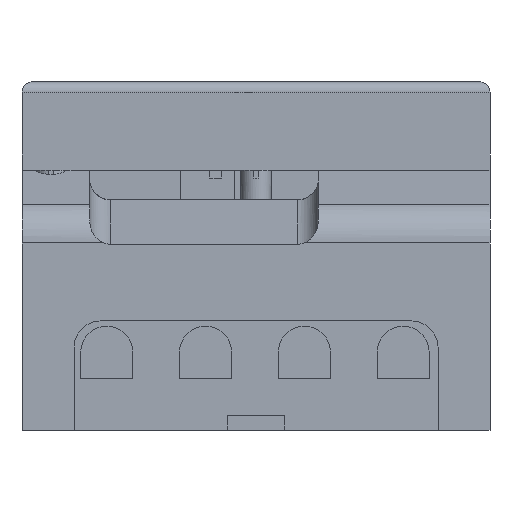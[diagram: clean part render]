
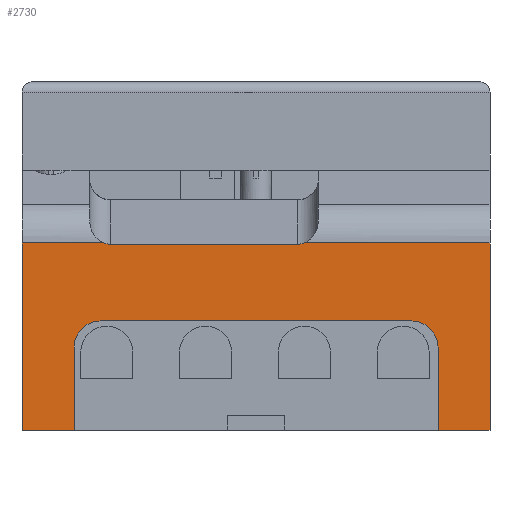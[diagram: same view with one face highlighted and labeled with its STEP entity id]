
A CAD part, front view. The second image highlights one B-rep face of the part: STEP entity #2730.
In plain terms, the highlighted planar face has unit normal (0, -1, 0).
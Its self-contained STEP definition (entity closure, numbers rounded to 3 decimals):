
#27 = CARTESIAN_POINT ( 'NONE',  ( 35., -129., 16. ) ) ;
#39 = DIRECTION ( 'NONE',  ( 0., 0., -1. ) ) ;
#75 = FACE_OUTER_BOUND ( 'NONE', #4658, .T. ) ;
#128 = CARTESIAN_POINT ( 'NONE',  ( 8., -129., 35.781 ) ) ;
#208 = VERTEX_POINT ( 'NONE', #5395 ) ;
#340 = CARTESIAN_POINT ( 'NONE',  ( -45., -129., 35.781 ) ) ;
#490 = ORIENTED_EDGE ( 'NONE', *, *, #1748, .T. ) ;
#550 = LINE ( 'NONE', #340, #7830 ) ;
#627 = DIRECTION ( 'NONE',  ( 1., 0., 0. ) ) ;
#667 = CARTESIAN_POINT ( 'NONE',  ( -45., -129., 0. ) ) ;
#714 = DIRECTION ( 'NONE',  ( 1., 0., 0. ) ) ;
#812 = VECTOR ( 'NONE', #714, 1000. ) ;
#1002 = ORIENTED_EDGE ( 'NONE', *, *, #1707, .F. ) ;
#1044 = DIRECTION ( 'NONE',  ( 0., -1., 0. ) ) ;
#1062 = CARTESIAN_POINT ( 'NONE',  ( -29.262, -129., 36. ) ) ;
#1105 = CARTESIAN_POINT ( 'NONE',  ( 30., -129., 16. ) ) ;
#1156 = CARTESIAN_POINT ( 'NONE',  ( 9.262, -129., 36. ) ) ;
#1257 = VERTEX_POINT ( 'NONE', #1156 ) ;
#1264 = VERTEX_POINT ( 'NONE', #1062 ) ;
#1408 = EDGE_CURVE ( 'NONE', #7499, #7137, #7005, .T. ) ;
#1478 = CARTESIAN_POINT ( 'NONE',  ( -30., -129., 16. ) ) ;
#1527 = EDGE_CURVE ( 'NONE', #3408, #208, #4743, .T. ) ;
#1707 = EDGE_CURVE ( 'NONE', #3404, #9049, #2916, .T. ) ;
#1708 =( BOUNDED_CURVE ( )  B_SPLINE_CURVE ( 3, ( #7915, #7958, #7871, #7855 ),
 .UNSPECIFIED., .F., .T. ) 
 B_SPLINE_CURVE_WITH_KNOTS ( ( 4, 4 ),
 ( 3.142, 3.462 ),
 .UNSPECIFIED. ) 
 CURVE ( )  GEOMETRIC_REPRESENTATION_ITEM ( )  RATIONAL_B_SPLINE_CURVE ( ( 1., 0.991, 0.991, 1. ) ) 
 REPRESENTATION_ITEM ( '' )  );
#1748 = EDGE_CURVE ( 'NONE', #4794, #7924, #550, .T. ) ;
#1826 = DIRECTION ( 'NONE',  ( 0., 0., 1. ) ) ;
#1862 = EDGE_CURVE ( 'NONE', #7924, #1264, #1708, .T. ) ;
#1899 = CARTESIAN_POINT ( 'NONE',  ( -45., -129., 0. ) ) ;
#1907 = EDGE_CURVE ( 'NONE', #1257, #4794, #3472, .T. ) ;
#2136 = ORIENTED_EDGE ( 'NONE', *, *, #4029, .F. ) ;
#2322 = VECTOR ( 'NONE', #9037, 1000. ) ;
#2580 = VECTOR ( 'NONE', #8413, 1000. ) ;
#2636 = DIRECTION ( 'NONE',  ( 0., 0., -1. ) ) ;
#2730 = ADVANCED_FACE ( 'NONE', ( #75 ), #7625, .T. ) ;
#2872 = EDGE_CURVE ( 'NONE', #5887, #7137, #5695, .T. ) ;
#2916 = CIRCLE ( 'NONE', #5237, 5. ) ;
#3008 = ORIENTED_EDGE ( 'NONE', *, *, #2872, .F. ) ;
#3160 = CARTESIAN_POINT ( 'NONE',  ( -35., -129., 0. ) ) ;
#3181 = ORIENTED_EDGE ( 'NONE', *, *, #1527, .F. ) ;
#3363 = ORIENTED_EDGE ( 'NONE', *, *, #4420, .F. ) ;
#3383 = DIRECTION ( 'NONE',  ( 0., 0., 1. ) ) ;
#3404 = VERTEX_POINT ( 'NONE', #4106 ) ;
#3408 = VERTEX_POINT ( 'NONE', #27 ) ;
#3472 =( BOUNDED_CURVE ( )  B_SPLINE_CURVE ( 3, ( #6938, #6882, #6852, #6839 ),
 .UNSPECIFIED., .F., .F. ) 
 B_SPLINE_CURVE_WITH_KNOTS ( ( 4, 4 ),
 ( 5.962, 6.283 ),
 .UNSPECIFIED. ) 
 CURVE ( )  GEOMETRIC_REPRESENTATION_ITEM ( )  RATIONAL_B_SPLINE_CURVE ( ( 1., 0.991, 0.991, 1. ) ) 
 REPRESENTATION_ITEM ( '' )  );
#3698 = LINE ( 'NONE', #1899, #8957 ) ;
#3795 = VECTOR ( 'NONE', #3969, 1000. ) ;
#3825 = CARTESIAN_POINT ( 'NONE',  ( -30., -129., 21. ) ) ;
#3879 = VECTOR ( 'NONE', #3383, 1000. ) ;
#3969 = DIRECTION ( 'NONE',  ( 0., 0., -1. ) ) ;
#4029 = EDGE_CURVE ( 'NONE', #7499, #3408, #7572, .T. ) ;
#4106 = CARTESIAN_POINT ( 'NONE',  ( -30., -129., 21. ) ) ;
#4113 = CARTESIAN_POINT ( 'NONE',  ( 35., -129., 16. ) ) ;
#4250 = CARTESIAN_POINT ( 'NONE',  ( -45., -129., 36. ) ) ;
#4358 = CARTESIAN_POINT ( 'NONE',  ( -35., -129., 0. ) ) ;
#4377 = ORIENTED_EDGE ( 'NONE', *, *, #8505, .T. ) ;
#4399 = CARTESIAN_POINT ( 'NONE',  ( -45., -129., 0. ) ) ;
#4420 = EDGE_CURVE ( 'NONE', #208, #3404, #4562, .T. ) ;
#4561 = DIRECTION ( 'NONE',  ( -1., 0., 0. ) ) ;
#4562 = LINE ( 'NONE', #3825, #6412 ) ;
#4655 = LINE ( 'NONE', #7770, #812 ) ;
#4658 = EDGE_LOOP ( 'NONE', ( #4981, #1002, #3363, #3181, #2136, #7100, #3008, #7453, #6011, #490, #5340, #9073, #4377, #7076 ) ) ;
#4743 = CIRCLE ( 'NONE', #8534, 5. ) ;
#4777 = CARTESIAN_POINT ( 'NONE',  ( -28., -129., 35.781 ) ) ;
#4794 = VERTEX_POINT ( 'NONE', #128 ) ;
#4854 = DIRECTION ( 'NONE',  ( 0., 0., -1. ) ) ;
#4945 = CARTESIAN_POINT ( 'NONE',  ( 35., -129., 0. ) ) ;
#4948 = DIRECTION ( 'NONE',  ( 0., -1., 0. ) ) ;
#4981 = ORIENTED_EDGE ( 'NONE', *, *, #8159, .F. ) ;
#5186 = VECTOR ( 'NONE', #627, 1000. ) ;
#5237 = AXIS2_PLACEMENT_3D ( 'NONE', #1478, #7438, #1826 ) ;
#5340 = ORIENTED_EDGE ( 'NONE', *, *, #1862, .T. ) ;
#5395 = CARTESIAN_POINT ( 'NONE',  ( 30., -129., 21. ) ) ;
#5537 = VERTEX_POINT ( 'NONE', #3160 ) ;
#5695 = LINE ( 'NONE', #8771, #3795 ) ;
#5887 = VERTEX_POINT ( 'NONE', #6390 ) ;
#6011 = ORIENTED_EDGE ( 'NONE', *, *, #1907, .T. ) ;
#6035 = CARTESIAN_POINT ( 'NONE',  ( -45., -129., 0. ) ) ;
#6131 = LINE ( 'NONE', #4250, #2322 ) ;
#6295 = EDGE_CURVE ( 'NONE', #8548, #1264, #4655, .T. ) ;
#6390 = CARTESIAN_POINT ( 'NONE',  ( 45., -129., 36. ) ) ;
#6412 = VECTOR ( 'NONE', #4561, 1000. ) ;
#6839 = CARTESIAN_POINT ( 'NONE',  ( 8., -129., 35.781 ) ) ;
#6852 = CARTESIAN_POINT ( 'NONE',  ( 8.43, -129., 35.781 ) ) ;
#6882 = CARTESIAN_POINT ( 'NONE',  ( 8.854, -129., 35.855 ) ) ;
#6938 = CARTESIAN_POINT ( 'NONE',  ( 9.262, -129., 36. ) ) ;
#6984 = VECTOR ( 'NONE', #39, 1000. ) ;
#7005 = LINE ( 'NONE', #667, #5186 ) ;
#7076 = ORIENTED_EDGE ( 'NONE', *, *, #7367, .T. ) ;
#7100 = ORIENTED_EDGE ( 'NONE', *, *, #1408, .T. ) ;
#7137 = VERTEX_POINT ( 'NONE', #7512 ) ;
#7367 = EDGE_CURVE ( 'NONE', #7619, #5537, #8562, .T. ) ;
#7408 = DIRECTION ( 'NONE',  ( -1., 0., 0. ) ) ;
#7438 = DIRECTION ( 'NONE',  ( 0., -1., 0. ) ) ;
#7453 = ORIENTED_EDGE ( 'NONE', *, *, #8641, .F. ) ;
#7499 = VERTEX_POINT ( 'NONE', #4945 ) ;
#7512 = CARTESIAN_POINT ( 'NONE',  ( 45., -129., 0. ) ) ;
#7572 = LINE ( 'NONE', #4113, #3879 ) ;
#7619 = VERTEX_POINT ( 'NONE', #4399 ) ;
#7625 = PLANE ( 'NONE',  #8090 ) ;
#7751 = CARTESIAN_POINT ( 'NONE',  ( -45., -129., 0. ) ) ;
#7770 = CARTESIAN_POINT ( 'NONE',  ( -45., -129., 36. ) ) ;
#7830 = VECTOR ( 'NONE', #7408, 1000. ) ;
#7855 = CARTESIAN_POINT ( 'NONE',  ( -29.262, -129., 36. ) ) ;
#7871 = CARTESIAN_POINT ( 'NONE',  ( -28.854, -129., 35.855 ) ) ;
#7915 = CARTESIAN_POINT ( 'NONE',  ( -28., -129., 35.781 ) ) ;
#7924 = VERTEX_POINT ( 'NONE', #4777 ) ;
#7958 = CARTESIAN_POINT ( 'NONE',  ( -28.43, -129., 35.781 ) ) ;
#8090 = AXIS2_PLACEMENT_3D ( 'NONE', #6035, #4948, #4854 ) ;
#8159 = EDGE_CURVE ( 'NONE', #9049, #5537, #8544, .T. ) ;
#8243 = CARTESIAN_POINT ( 'NONE',  ( -45., -129., 36. ) ) ;
#8413 = DIRECTION ( 'NONE',  ( 1., 0., 0. ) ) ;
#8481 = CARTESIAN_POINT ( 'NONE',  ( -35., -129., 16. ) ) ;
#8505 = EDGE_CURVE ( 'NONE', #8548, #7619, #3698, .T. ) ;
#8534 = AXIS2_PLACEMENT_3D ( 'NONE', #1105, #1044, #8570 ) ;
#8544 = LINE ( 'NONE', #4358, #6984 ) ;
#8548 = VERTEX_POINT ( 'NONE', #8243 ) ;
#8562 = LINE ( 'NONE', #7751, #2580 ) ;
#8570 = DIRECTION ( 'NONE',  ( 0., 0., 1. ) ) ;
#8641 = EDGE_CURVE ( 'NONE', #1257, #5887, #6131, .T. ) ;
#8771 = CARTESIAN_POINT ( 'NONE',  ( 45., -129., 0. ) ) ;
#8957 = VECTOR ( 'NONE', #2636, 1000. ) ;
#9037 = DIRECTION ( 'NONE',  ( 1., 0., 0. ) ) ;
#9049 = VERTEX_POINT ( 'NONE', #8481 ) ;
#9073 = ORIENTED_EDGE ( 'NONE', *, *, #6295, .F. ) ;
